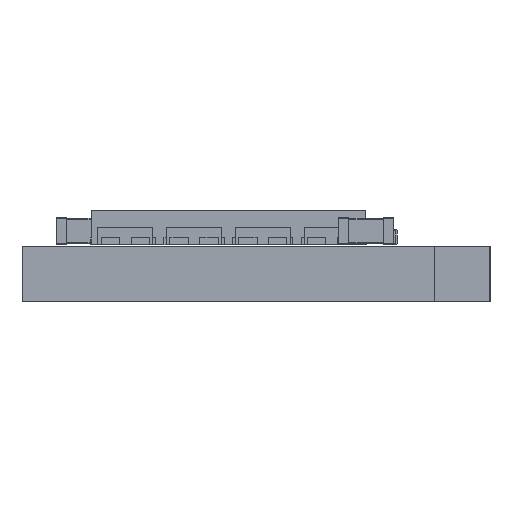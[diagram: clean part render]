
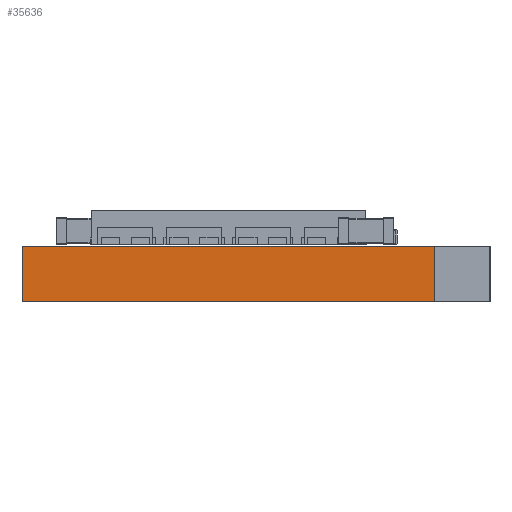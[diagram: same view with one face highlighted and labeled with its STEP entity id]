
A CAD part, left-side view. The second image highlights one B-rep face of the part: STEP entity #35636.
In plain terms, the highlighted planar face has unit normal (-1, 0, 0).
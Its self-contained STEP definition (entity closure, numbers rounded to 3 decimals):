
#35520 = EDGE_CURVE('',#35521,#35523,#35525,.T.);
#35521 = VERTEX_POINT('',#35522);
#35522 = CARTESIAN_POINT('',(-10.75,6.,0.));
#35523 = VERTEX_POINT('',#35524);
#35524 = CARTESIAN_POINT('',(-10.75,6.,1.6));
#35525 = SURFACE_CURVE('',#35526,(#35530,#35542),.PCURVE_S1.);
#35526 = LINE('',#35527,#35528);
#35527 = CARTESIAN_POINT('',(-10.75,6.,0.));
#35528 = VECTOR('',#35529,1.);
#35529 = DIRECTION('',(0.,0.,1.));
#35530 = PCURVE('',#35531,#35536);
#35531 = PLANE('',#35532);
#35532 = AXIS2_PLACEMENT_3D('',#35533,#35534,#35535);
#35533 = CARTESIAN_POINT('',(-10.75,6.,0.));
#35534 = DIRECTION('',(0.,1.,0.));
#35535 = DIRECTION('',(1.,0.,0.));
#35536 = DEFINITIONAL_REPRESENTATION('',(#35537),#35541);
#35537 = LINE('',#35538,#35539);
#35538 = CARTESIAN_POINT('',(0.,0.));
#35539 = VECTOR('',#35540,1.);
#35540 = DIRECTION('',(0.,-1.));
#35541 = ( GEOMETRIC_REPRESENTATION_CONTEXT(2) 
PARAMETRIC_REPRESENTATION_CONTEXT() REPRESENTATION_CONTEXT('2D SPACE',''
  ) );
#35542 = PCURVE('',#35543,#35548);
#35543 = PLANE('',#35544);
#35544 = AXIS2_PLACEMENT_3D('',#35545,#35546,#35547);
#35545 = CARTESIAN_POINT('',(-10.75,-6.,0.));
#35546 = DIRECTION('',(-1.,0.,0.));
#35547 = DIRECTION('',(0.,1.,0.));
#35548 = DEFINITIONAL_REPRESENTATION('',(#35549),#35553);
#35549 = LINE('',#35550,#35551);
#35550 = CARTESIAN_POINT('',(12.,0.));
#35551 = VECTOR('',#35552,1.);
#35552 = DIRECTION('',(0.,-1.));
#35553 = ( GEOMETRIC_REPRESENTATION_CONTEXT(2) 
PARAMETRIC_REPRESENTATION_CONTEXT() REPRESENTATION_CONTEXT('2D SPACE',''
  ) );
#35571 = PLANE('',#35572);
#35572 = AXIS2_PLACEMENT_3D('',#35573,#35574,#35575);
#35573 = CARTESIAN_POINT('',(5.75,-0.766,1.6));
#35574 = DIRECTION('',(-0.,-0.,-1.));
#35575 = DIRECTION('',(-1.,0.,0.));
#35625 = PLANE('',#35626);
#35626 = AXIS2_PLACEMENT_3D('',#35627,#35628,#35629);
#35627 = CARTESIAN_POINT('',(5.75,-0.766,0.));
#35628 = DIRECTION('',(-0.,-0.,-1.));
#35629 = DIRECTION('',(-1.,0.,0.));
#35636 = ADVANCED_FACE('',(#35637),#35543,.T.);
#35637 = FACE_BOUND('',#35638,.T.);
#35638 = EDGE_LOOP('',(#35639,#35669,#35690,#35691));
#35639 = ORIENTED_EDGE('',*,*,#35640,.T.);
#35640 = EDGE_CURVE('',#35641,#35643,#35645,.T.);
#35641 = VERTEX_POINT('',#35642);
#35642 = CARTESIAN_POINT('',(-10.75,-6.,0.));
#35643 = VERTEX_POINT('',#35644);
#35644 = CARTESIAN_POINT('',(-10.75,-6.,1.6));
#35645 = SURFACE_CURVE('',#35646,(#35650,#35657),.PCURVE_S1.);
#35646 = LINE('',#35647,#35648);
#35647 = CARTESIAN_POINT('',(-10.75,-6.,0.));
#35648 = VECTOR('',#35649,1.);
#35649 = DIRECTION('',(0.,0.,1.));
#35650 = PCURVE('',#35543,#35651);
#35651 = DEFINITIONAL_REPRESENTATION('',(#35652),#35656);
#35652 = LINE('',#35653,#35654);
#35653 = CARTESIAN_POINT('',(0.,0.));
#35654 = VECTOR('',#35655,1.);
#35655 = DIRECTION('',(0.,-1.));
#35656 = ( GEOMETRIC_REPRESENTATION_CONTEXT(2) 
PARAMETRIC_REPRESENTATION_CONTEXT() REPRESENTATION_CONTEXT('2D SPACE',''
  ) );
#35657 = PCURVE('',#35658,#35663);
#35658 = PLANE('',#35659);
#35659 = AXIS2_PLACEMENT_3D('',#35660,#35661,#35662);
#35660 = CARTESIAN_POINT('',(-9.75,-6.,0.));
#35661 = DIRECTION('',(0.,-1.,0.));
#35662 = DIRECTION('',(-1.,0.,0.));
#35663 = DEFINITIONAL_REPRESENTATION('',(#35664),#35668);
#35664 = LINE('',#35665,#35666);
#35665 = CARTESIAN_POINT('',(1.,0.));
#35666 = VECTOR('',#35667,1.);
#35667 = DIRECTION('',(0.,-1.));
#35668 = ( GEOMETRIC_REPRESENTATION_CONTEXT(2) 
PARAMETRIC_REPRESENTATION_CONTEXT() REPRESENTATION_CONTEXT('2D SPACE',''
  ) );
#35669 = ORIENTED_EDGE('',*,*,#35670,.T.);
#35670 = EDGE_CURVE('',#35643,#35523,#35671,.T.);
#35671 = SURFACE_CURVE('',#35672,(#35676,#35683),.PCURVE_S1.);
#35672 = LINE('',#35673,#35674);
#35673 = CARTESIAN_POINT('',(-10.75,-6.,1.6));
#35674 = VECTOR('',#35675,1.);
#35675 = DIRECTION('',(0.,1.,0.));
#35676 = PCURVE('',#35543,#35677);
#35677 = DEFINITIONAL_REPRESENTATION('',(#35678),#35682);
#35678 = LINE('',#35679,#35680);
#35679 = CARTESIAN_POINT('',(0.,-1.6));
#35680 = VECTOR('',#35681,1.);
#35681 = DIRECTION('',(1.,0.));
#35682 = ( GEOMETRIC_REPRESENTATION_CONTEXT(2) 
PARAMETRIC_REPRESENTATION_CONTEXT() REPRESENTATION_CONTEXT('2D SPACE',''
  ) );
#35683 = PCURVE('',#35571,#35684);
#35684 = DEFINITIONAL_REPRESENTATION('',(#35685),#35689);
#35685 = LINE('',#35686,#35687);
#35686 = CARTESIAN_POINT('',(16.5,-5.234));
#35687 = VECTOR('',#35688,1.);
#35688 = DIRECTION('',(0.,1.));
#35689 = ( GEOMETRIC_REPRESENTATION_CONTEXT(2) 
PARAMETRIC_REPRESENTATION_CONTEXT() REPRESENTATION_CONTEXT('2D SPACE',''
  ) );
#35690 = ORIENTED_EDGE('',*,*,#35520,.F.);
#35691 = ORIENTED_EDGE('',*,*,#35692,.F.);
#35692 = EDGE_CURVE('',#35641,#35521,#35693,.T.);
#35693 = SURFACE_CURVE('',#35694,(#35698,#35705),.PCURVE_S1.);
#35694 = LINE('',#35695,#35696);
#35695 = CARTESIAN_POINT('',(-10.75,-6.,0.));
#35696 = VECTOR('',#35697,1.);
#35697 = DIRECTION('',(0.,1.,0.));
#35698 = PCURVE('',#35543,#35699);
#35699 = DEFINITIONAL_REPRESENTATION('',(#35700),#35704);
#35700 = LINE('',#35701,#35702);
#35701 = CARTESIAN_POINT('',(0.,0.));
#35702 = VECTOR('',#35703,1.);
#35703 = DIRECTION('',(1.,0.));
#35704 = ( GEOMETRIC_REPRESENTATION_CONTEXT(2) 
PARAMETRIC_REPRESENTATION_CONTEXT() REPRESENTATION_CONTEXT('2D SPACE',''
  ) );
#35705 = PCURVE('',#35625,#35706);
#35706 = DEFINITIONAL_REPRESENTATION('',(#35707),#35711);
#35707 = LINE('',#35708,#35709);
#35708 = CARTESIAN_POINT('',(16.5,-5.234));
#35709 = VECTOR('',#35710,1.);
#35710 = DIRECTION('',(0.,1.));
#35711 = ( GEOMETRIC_REPRESENTATION_CONTEXT(2) 
PARAMETRIC_REPRESENTATION_CONTEXT() REPRESENTATION_CONTEXT('2D SPACE',''
  ) );
